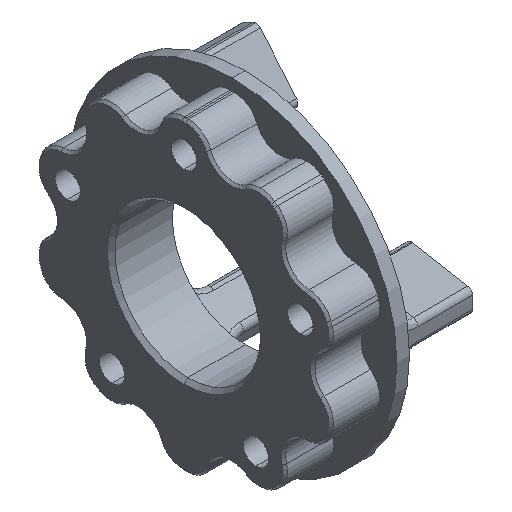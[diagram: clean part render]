
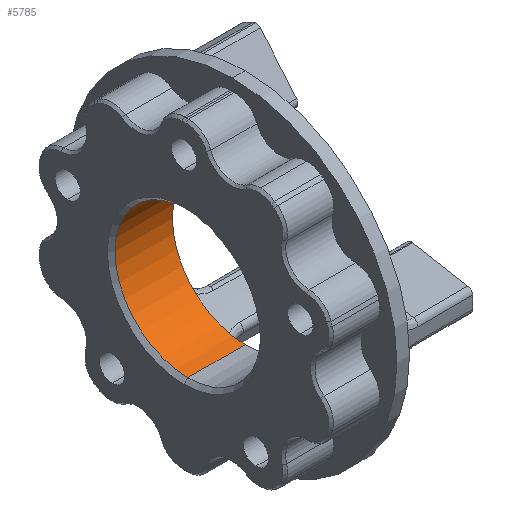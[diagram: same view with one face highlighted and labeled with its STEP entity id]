
A CAD part, isometric view. The second image highlights one B-rep face of the part: STEP entity #5785.
In plain terms, the highlighted cylindrical face has radius 9.525 mm (diameter 19.05 mm), a partial arc.
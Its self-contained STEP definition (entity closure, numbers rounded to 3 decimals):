
#83 = CARTESIAN_POINT ( 'NONE',  ( 10., 0., 0. ) ) ;
#94 = DIRECTION ( 'NONE',  ( -1., 0., 0. ) ) ;
#272 = CARTESIAN_POINT ( 'NONE',  ( 10., 0., -9.525 ) ) ;
#425 = EDGE_CURVE ( 'NONE', #2681, #2697, #712, .T. ) ;
#532 = CIRCLE ( 'NONE', #727, 9.525 ) ;
#557 = CARTESIAN_POINT ( 'NONE',  ( -11.85, 0., 0. ) ) ;
#678 = DIRECTION ( 'NONE',  ( -1., 0., 0. ) ) ;
#712 = LINE ( 'NONE', #272, #5503 ) ;
#727 = AXIS2_PLACEMENT_3D ( 'NONE', #557, #5404, #5372 ) ;
#1087 = CARTESIAN_POINT ( 'NONE',  ( -11.85, 0., -9.525 ) ) ;
#1171 = ORIENTED_EDGE ( 'NONE', *, *, #425, .F. ) ;
#1790 = DIRECTION ( 'NONE',  ( -1., 0., 0. ) ) ;
#2362 = EDGE_LOOP ( 'NONE', ( #1171, #5675, #5260, #2649 ) ) ;
#2403 = CIRCLE ( 'NONE', #4874, 9.525 ) ;
#2649 = ORIENTED_EDGE ( 'NONE', *, *, #4452, .T. ) ;
#2681 = VERTEX_POINT ( 'NONE', #3299 ) ;
#2697 = VERTEX_POINT ( 'NONE', #1087 ) ;
#3178 = VECTOR ( 'NONE', #94, 1000. ) ;
#3243 = DIRECTION ( 'NONE',  ( 0., 0., 1. ) ) ;
#3299 = CARTESIAN_POINT ( 'NONE',  ( -4.35, 0., -9.525 ) ) ;
#3327 = CARTESIAN_POINT ( 'NONE',  ( -4.35, 0., 9.525 ) ) ;
#4052 = EDGE_CURVE ( 'NONE', #5120, #4257, #4591, .T. ) ;
#4257 = VERTEX_POINT ( 'NONE', #4266 ) ;
#4266 = CARTESIAN_POINT ( 'NONE',  ( -11.85, 0., 9.525 ) ) ;
#4371 = DIRECTION ( 'NONE',  ( 0., 0., 1. ) ) ;
#4452 = EDGE_CURVE ( 'NONE', #4257, #2697, #532, .T. ) ;
#4591 = LINE ( 'NONE', #5525, #3178 ) ;
#4739 = EDGE_CURVE ( 'NONE', #5120, #2681, #2403, .T. ) ;
#4865 = CARTESIAN_POINT ( 'NONE',  ( -4.35, 0., 0. ) ) ;
#4874 = AXIS2_PLACEMENT_3D ( 'NONE', #4865, #5259, #4371 ) ;
#4891 = AXIS2_PLACEMENT_3D ( 'NONE', #83, #1790, #3243 ) ;
#5041 = FACE_OUTER_BOUND ( 'NONE', #2362, .T. ) ;
#5120 = VERTEX_POINT ( 'NONE', #3327 ) ;
#5259 = DIRECTION ( 'NONE',  ( -1., 0., 0. ) ) ;
#5260 = ORIENTED_EDGE ( 'NONE', *, *, #4052, .T. ) ;
#5372 = DIRECTION ( 'NONE',  ( 0., 0., 1. ) ) ;
#5398 = CYLINDRICAL_SURFACE ( 'NONE', #4891, 9.525 ) ;
#5404 = DIRECTION ( 'NONE',  ( -1., 0., 0. ) ) ;
#5503 = VECTOR ( 'NONE', #678, 1000. ) ;
#5525 = CARTESIAN_POINT ( 'NONE',  ( 10., 0., 9.525 ) ) ;
#5675 = ORIENTED_EDGE ( 'NONE', *, *, #4739, .F. ) ;
#5785 = ADVANCED_FACE ( 'NONE', ( #5041 ), #5398, .F. ) ;
